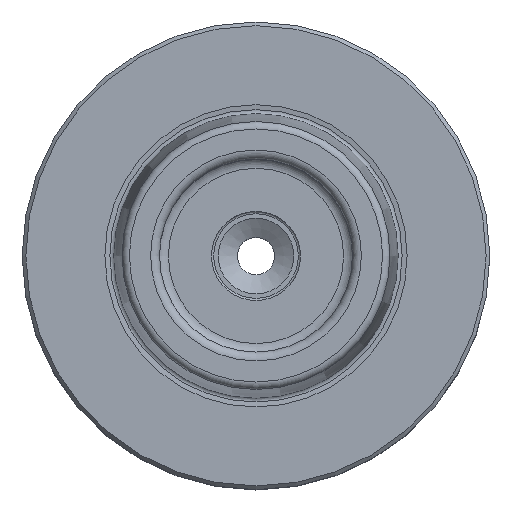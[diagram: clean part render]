
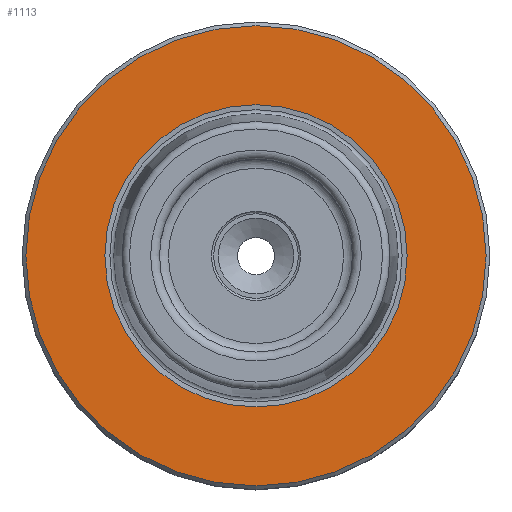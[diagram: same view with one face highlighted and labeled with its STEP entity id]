
A CAD part, top view. The second image highlights one B-rep face of the part: STEP entity #1113.
In plain terms, the highlighted planar face has unit normal (0, 0, 1).
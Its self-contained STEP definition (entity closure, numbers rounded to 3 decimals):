
#111=ORIENTED_EDGE('',*,*,#223,.F.);
#112=ORIENTED_EDGE('',*,*,#222,.T.);
#222=EDGE_CURVE('',#285,#285,#348,.T.);
#223=EDGE_CURVE('',#286,#286,#349,.T.);
#285=VERTEX_POINT('',#1609);
#286=VERTEX_POINT('',#1612);
#348=CIRCLE('',#1204,31.);
#349=CIRCLE('',#1206,20.358);
#426=EDGE_LOOP('',(#111));
#427=EDGE_LOOP('',(#112));
#552=FACE_BOUND('',#426,.T.);
#553=FACE_BOUND('',#427,.T.);
#645=PLANE('',#1205);
#1113=ADVANCED_FACE('',(#552,#553),#645,.F.);
#1204=AXIS2_PLACEMENT_3D('',#1608,#1374,#1375);
#1205=AXIS2_PLACEMENT_3D('',#1610,#1376,#1377);
#1206=AXIS2_PLACEMENT_3D('',#1611,#1378,#1379);
#1374=DIRECTION('',(0.,0.,1.));
#1375=DIRECTION('',(1.,0.,0.));
#1376=DIRECTION('',(0.,0.,-1.));
#1377=DIRECTION('',(-1.,0.,0.));
#1378=DIRECTION('',(0.,0.,1.));
#1379=DIRECTION('',(1.,0.,0.));
#1608=CARTESIAN_POINT('',(0.,0.,0.));
#1609=CARTESIAN_POINT('',(31.,0.,0.));
#1610=CARTESIAN_POINT('',(20.358,0.,0.));
#1611=CARTESIAN_POINT('',(0.,0.,0.));
#1612=CARTESIAN_POINT('',(20.358,0.,0.));
